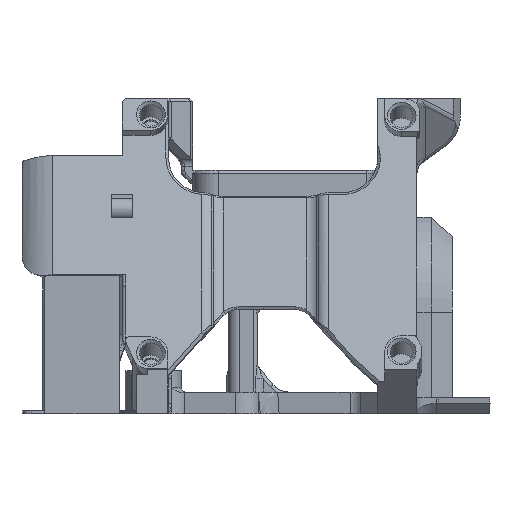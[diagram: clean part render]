
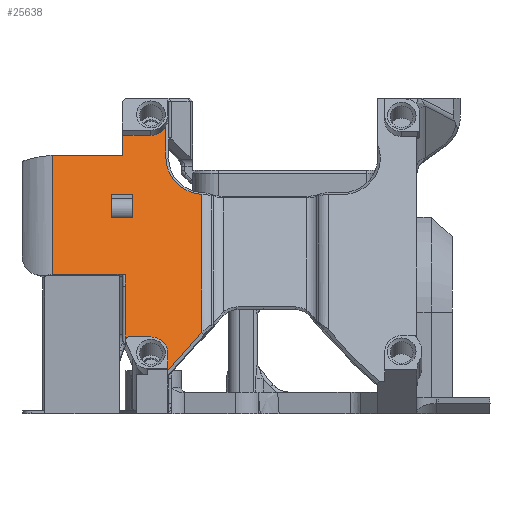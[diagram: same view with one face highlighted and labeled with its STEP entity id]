
A CAD part, left-side view. The second image highlights one B-rep face of the part: STEP entity #25638.
In plain terms, the highlighted planar face has unit normal (-0.94, 0, 0.342).
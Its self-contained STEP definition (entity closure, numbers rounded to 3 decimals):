
#1000=LINE('',#37481,#2704);
#1001=LINE('',#37484,#2705);
#1002=LINE('',#37486,#2706);
#1003=LINE('',#37488,#2707);
#1004=LINE('',#37489,#2708);
#1005=LINE('',#37494,#2709);
#1006=LINE('',#37498,#2710);
#1007=LINE('',#37500,#2711);
#1008=LINE('',#37502,#2712);
#1009=LINE('',#37506,#2713);
#1010=LINE('',#37510,#2714);
#1011=LINE('',#37517,#2715);
#1012=LINE('',#37519,#2716);
#1013=LINE('',#37521,#2717);
#1014=LINE('',#37523,#2718);
#2704=VECTOR('',#30216,1000.);
#2705=VECTOR('',#30217,1000.);
#2706=VECTOR('',#30218,1000.);
#2707=VECTOR('',#30219,1000.);
#2708=VECTOR('',#30220,1000.);
#2709=VECTOR('',#30223,1000.);
#2710=VECTOR('',#30226,1000.);
#2711=VECTOR('',#30227,1000.);
#2712=VECTOR('',#30228,1000.);
#2713=VECTOR('',#30231,1000.);
#2714=VECTOR('',#30234,1000.);
#2715=VECTOR('',#30235,1000.);
#2716=VECTOR('',#30236,1000.);
#2717=VECTOR('',#30237,1000.);
#2718=VECTOR('',#30238,1000.);
#4223=PLANE('',#27338);
#4781=CIRCLE('',#27339,0.5);
#4782=CIRCLE('',#27340,2.35);
#4783=CIRCLE('',#27341,5.4);
#4784=CIRCLE('',#27342,2.35);
#6245=ORIENTED_EDGE('',*,*,#14275,.F.);
#6246=ORIENTED_EDGE('',*,*,#14276,.T.);
#6247=ORIENTED_EDGE('',*,*,#14277,.T.);
#6248=ORIENTED_EDGE('',*,*,#14278,.T.);
#6249=ORIENTED_EDGE('',*,*,#14279,.T.);
#6250=ORIENTED_EDGE('',*,*,#14280,.F.);
#6251=ORIENTED_EDGE('',*,*,#14281,.T.);
#6252=ORIENTED_EDGE('',*,*,#14282,.F.);
#6253=ORIENTED_EDGE('',*,*,#14283,.F.);
#6254=ORIENTED_EDGE('',*,*,#14284,.T.);
#6255=ORIENTED_EDGE('',*,*,#14285,.T.);
#6256=ORIENTED_EDGE('',*,*,#14286,.T.);
#6257=ORIENTED_EDGE('',*,*,#14287,.T.);
#6258=ORIENTED_EDGE('',*,*,#14288,.F.);
#6259=ORIENTED_EDGE('',*,*,#14289,.F.);
#6260=ORIENTED_EDGE('',*,*,#14290,.F.);
#6261=ORIENTED_EDGE('',*,*,#14291,.F.);
#6262=ORIENTED_EDGE('',*,*,#14292,.F.);
#6263=ORIENTED_EDGE('',*,*,#14293,.F.);
#6264=ORIENTED_EDGE('',*,*,#14294,.F.);
#6265=ORIENTED_EDGE('',*,*,#14295,.T.);
#14275=EDGE_CURVE('',#18290,#18291,#1000,.T.);
#14276=EDGE_CURVE('',#18290,#18292,#1001,.T.);
#14277=EDGE_CURVE('',#18292,#18293,#1002,.T.);
#14278=EDGE_CURVE('',#18293,#18291,#1003,.T.);
#14279=EDGE_CURVE('',#18294,#18295,#1004,.F.);
#14280=EDGE_CURVE('',#18296,#18295,#4781,.F.);
#14281=EDGE_CURVE('',#18296,#18297,#1005,.T.);
#14282=EDGE_CURVE('',#18298,#18297,#4782,.T.);
#14283=EDGE_CURVE('',#18299,#18298,#1006,.T.);
#14284=EDGE_CURVE('',#18299,#18300,#1007,.T.);
#14285=EDGE_CURVE('',#18300,#18301,#1008,.T.);
#14286=EDGE_CURVE('',#18301,#18302,#4783,.T.);
#14287=EDGE_CURVE('',#18302,#18303,#1009,.T.);
#14288=EDGE_CURVE('',#18304,#18303,#4784,.T.);
#14289=EDGE_CURVE('',#18305,#18304,#1010,.T.);
#14290=EDGE_CURVE('',#18306,#18305,#20594,.F.);
#14291=EDGE_CURVE('',#18307,#18306,#1011,.T.);
#14292=EDGE_CURVE('',#18308,#18307,#1012,.T.);
#14293=EDGE_CURVE('',#18309,#18308,#1013,.T.);
#14294=EDGE_CURVE('',#18310,#18309,#1014,.T.);
#14295=EDGE_CURVE('',#18310,#18294,#20595,.T.);
#18290=VERTEX_POINT('',#37482);
#18291=VERTEX_POINT('',#37483);
#18292=VERTEX_POINT('',#37485);
#18293=VERTEX_POINT('',#37487);
#18294=VERTEX_POINT('',#37490);
#18295=VERTEX_POINT('',#37491);
#18296=VERTEX_POINT('',#37493);
#18297=VERTEX_POINT('',#37495);
#18298=VERTEX_POINT('',#37497);
#18299=VERTEX_POINT('',#37499);
#18300=VERTEX_POINT('',#37501);
#18301=VERTEX_POINT('',#37503);
#18302=VERTEX_POINT('',#37505);
#18303=VERTEX_POINT('',#37507);
#18304=VERTEX_POINT('',#37509);
#18305=VERTEX_POINT('',#37511);
#18306=VERTEX_POINT('',#37516);
#18307=VERTEX_POINT('',#37518);
#18308=VERTEX_POINT('',#37520);
#18309=VERTEX_POINT('',#37522);
#18310=VERTEX_POINT('',#37524);
#20594=B_SPLINE_CURVE_WITH_KNOTS('',3,(#37512,#37513,#37514,#37515),
 .UNSPECIFIED.,.F.,.F.,(4,4),(0.,0.06),.UNSPECIFIED.);
#20595=B_SPLINE_CURVE_WITH_KNOTS('',3,(#37525,#37526,#37527,#37528),
 .UNSPECIFIED.,.F.,.F.,(4,4),(0.02,0.022),
 .UNSPECIFIED.);
#21698=EDGE_LOOP('',(#6245,#6246,#6247,#6248));
#21699=EDGE_LOOP('',(#6249,#6250,#6251,#6252,#6253,#6254,#6255,#6256,#6257,
#6258,#6259,#6260,#6261,#6262,#6263,#6264,#6265));
#23407=FACE_BOUND('',#21698,.T.);
#23408=FACE_BOUND('',#21699,.T.);
#25638=ADVANCED_FACE('',(#23407,#23408),#4223,.T.);
#27338=AXIS2_PLACEMENT_3D('',#37480,#30214,#30215);
#27339=AXIS2_PLACEMENT_3D('',#37492,#30221,#30222);
#27340=AXIS2_PLACEMENT_3D('',#37496,#30224,#30225);
#27341=AXIS2_PLACEMENT_3D('',#37504,#30229,#30230);
#27342=AXIS2_PLACEMENT_3D('',#37508,#30232,#30233);
#30214=DIRECTION('',(-0.94,0.,0.342));
#30215=DIRECTION('',(-0.342,0.,-0.94));
#30216=DIRECTION('',(0.342,0.,0.94));
#30217=DIRECTION('',(0.,1.,0.));
#30218=DIRECTION('',(0.342,0.,0.94));
#30219=DIRECTION('',(0.,-1.,0.));
#30220=DIRECTION('',(0.342,0.,0.94));
#30221=DIRECTION('',(0.94,0.,-0.342));
#30222=DIRECTION('',(0.342,0.,0.94));
#30223=DIRECTION('',(0.,-1.,0.));
#30224=DIRECTION('',(-0.94,0.,0.342));
#30225=DIRECTION('',(-0.342,0.,-0.94));
#30226=DIRECTION('',(0.342,0.,0.94));
#30227=DIRECTION('',(0.262,-0.643,0.72));
#30228=DIRECTION('',(0.342,0.,0.94));
#30229=DIRECTION('',(0.94,0.,-0.342));
#30230=DIRECTION('',(0.342,0.,0.94));
#30231=DIRECTION('',(0.342,0.,0.94));
#30232=DIRECTION('',(-0.94,0.,0.342));
#30233=DIRECTION('',(-0.342,0.,-0.94));
#30234=DIRECTION('',(0.,-1.,0.));
#30235=DIRECTION('',(0.342,0.,0.94));
#30236=DIRECTION('',(0.,-1.,0.));
#30237=DIRECTION('',(0.342,0.,0.94));
#30238=DIRECTION('',(0.,1.,0.));
#37480=CARTESIAN_POINT('',(-143.233,143.625,7.513));
#37481=CARTESIAN_POINT('',(-143.233,146.125,7.513));
#37482=CARTESIAN_POINT('',(-136.025,146.125,27.318));
#37483=CARTESIAN_POINT('',(-134.842,146.125,30.57));
#37484=CARTESIAN_POINT('',(-136.025,149.125,27.318));
#37485=CARTESIAN_POINT('',(-136.025,149.125,27.318));
#37486=CARTESIAN_POINT('',(-143.233,149.125,7.513));
#37487=CARTESIAN_POINT('',(-134.842,149.125,30.57));
#37488=CARTESIAN_POINT('',(-134.842,146.125,30.57));
#37489=CARTESIAN_POINT('',(-143.233,147.174,7.513));
#37490=CARTESIAN_POINT('',(-139.495,147.174,17.785));
#37491=CARTESIAN_POINT('',(-142.438,147.174,9.699));
#37492=CARTESIAN_POINT('',(-142.498,146.706,9.534));
#37493=CARTESIAN_POINT('',(-142.327,146.706,10.004));
#37494=CARTESIAN_POINT('',(-142.327,143.625,10.004));
#37495=CARTESIAN_POINT('',(-142.327,143.625,10.004));
#37496=CARTESIAN_POINT('',(-143.131,143.625,7.795));
#37497=CARTESIAN_POINT('',(-143.131,141.275,7.795));
#37498=CARTESIAN_POINT('',(-130.237,141.275,43.222));
#37499=CARTESIAN_POINT('',(-143.766,141.275,6.051));
#37500=CARTESIAN_POINT('',(-143.849,141.48,5.822));
#37501=CARTESIAN_POINT('',(-141.835,136.539,11.354));
#37502=CARTESIAN_POINT('',(-143.233,136.539,7.513));
#37503=CARTESIAN_POINT('',(-134.831,136.539,30.6));
#37504=CARTESIAN_POINT('',(-132.989,136.125,35.659));
#37505=CARTESIAN_POINT('',(-132.989,141.525,35.659));
#37506=CARTESIAN_POINT('',(-143.233,141.525,7.513));
#37507=CARTESIAN_POINT('',(-131.384,141.525,40.069));
#37508=CARTESIAN_POINT('',(-131.023,143.625,41.06));
#37509=CARTESIAN_POINT('',(-131.827,143.625,38.852));
#37510=CARTESIAN_POINT('',(-131.827,143.625,38.852));
#37511=CARTESIAN_POINT('',(-131.827,146.125,38.852));
#37512=CARTESIAN_POINT('',(-131.827,146.125,38.852));
#37513=CARTESIAN_POINT('',(-131.827,146.625,38.852));
#37514=CARTESIAN_POINT('',(-131.827,147.125,38.852));
#37515=CARTESIAN_POINT('',(-131.827,147.625,38.852));
#37516=CARTESIAN_POINT('',(-131.827,147.625,38.852));
#37517=CARTESIAN_POINT('',(-143.233,147.625,7.513));
#37518=CARTESIAN_POINT('',(-132.846,147.625,36.052));
#37519=CARTESIAN_POINT('',(-132.846,147.125,36.052));
#37520=CARTESIAN_POINT('',(-132.846,157.406,36.052));
#37521=CARTESIAN_POINT('',(-138.898,157.406,19.425));
#37522=CARTESIAN_POINT('',(-138.898,157.406,19.425));
#37523=CARTESIAN_POINT('',(-138.898,147.125,19.425));
#37524=CARTESIAN_POINT('',(-138.898,147.223,19.425));
#37525=CARTESIAN_POINT('',(-138.898,147.223,19.425));
#37526=CARTESIAN_POINT('',(-139.097,147.213,18.878));
#37527=CARTESIAN_POINT('',(-139.295,147.174,18.333));
#37528=CARTESIAN_POINT('',(-139.495,147.174,17.785));
